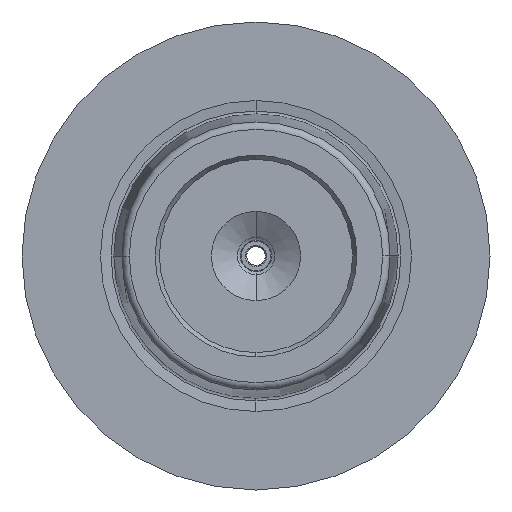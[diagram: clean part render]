
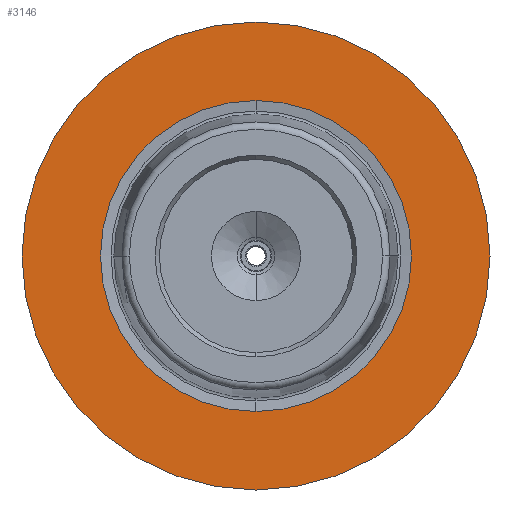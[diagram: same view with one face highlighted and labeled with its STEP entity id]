
A CAD part, left-side view. The second image highlights one B-rep face of the part: STEP entity #3146.
In plain terms, the highlighted planar face has unit normal (-1, 0, 0).
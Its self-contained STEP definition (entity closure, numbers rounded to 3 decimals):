
#127 = CARTESIAN_POINT ( 'NONE',  ( 0., 0., -31.5 ) ) ;
#151 = PLANE ( 'NONE',  #4693 ) ;
#181 = DIRECTION ( 'NONE',  ( 0., 0., 1. ) ) ;
#196 = DIRECTION ( 'NONE',  ( -1., 0., 0. ) ) ;
#205 = CIRCLE ( 'NONE', #971, 31.5 ) ;
#209 = CARTESIAN_POINT ( 'NONE',  ( 0., 0., 0. ) ) ;
#840 = EDGE_CURVE ( 'NONE', #6027, #4209, #205, .T. ) ;
#920 = CARTESIAN_POINT ( 'NONE',  ( 0., 0., 31.5 ) ) ;
#971 = AXIS2_PLACEMENT_3D ( 'NONE', #5839, #5784, #5789 ) ;
#1775 = EDGE_CURVE ( 'NONE', #5549, #3248, #4808, .T. ) ;
#2001 = DIRECTION ( 'NONE',  ( 0., 0., 1. ) ) ;
#2020 = DIRECTION ( 'NONE',  ( -1., 0., 0. ) ) ;
#2028 = CARTESIAN_POINT ( 'NONE',  ( 0., 0., 0. ) ) ;
#2688 = AXIS2_PLACEMENT_3D ( 'NONE', #5450, #5348, #5313 ) ;
#3146 = ADVANCED_FACE ( 'NONE', ( #5734, #4507 ), #151, .F. ) ;
#3248 = VERTEX_POINT ( 'NONE', #5781 ) ;
#3269 = EDGE_LOOP ( 'NONE', ( #4964, #5052 ) ) ;
#3668 = AXIS2_PLACEMENT_3D ( 'NONE', #209, #196, #181 ) ;
#3689 = AXIS2_PLACEMENT_3D ( 'NONE', #2028, #2020, #2001 ) ;
#4063 = EDGE_LOOP ( 'NONE', ( #4827, #4896 ) ) ;
#4209 = VERTEX_POINT ( 'NONE', #920 ) ;
#4235 = DIRECTION ( 'NONE',  ( 1., 0., 0. ) ) ;
#4273 = CARTESIAN_POINT ( 'NONE',  ( 0., 0., -20.93 ) ) ;
#4507 = FACE_BOUND ( 'NONE', #3269, .T. ) ;
#4693 = AXIS2_PLACEMENT_3D ( 'NONE', #6077, #4235, #6032 ) ;
#4808 = CIRCLE ( 'NONE', #3668, 20.93 ) ;
#4827 = ORIENTED_EDGE ( 'NONE', *, *, #4885, .T. ) ;
#4885 = EDGE_CURVE ( 'NONE', #4209, #6027, #5590, .T. ) ;
#4896 = ORIENTED_EDGE ( 'NONE', *, *, #840, .T. ) ;
#4964 = ORIENTED_EDGE ( 'NONE', *, *, #5852, .F. ) ;
#5052 = ORIENTED_EDGE ( 'NONE', *, *, #1775, .F. ) ;
#5187 = CIRCLE ( 'NONE', #3689, 20.93 ) ;
#5313 = DIRECTION ( 'NONE',  ( 0., 0., 1. ) ) ;
#5348 = DIRECTION ( 'NONE',  ( -1., 0., 0. ) ) ;
#5450 = CARTESIAN_POINT ( 'NONE',  ( 0., 0., 0. ) ) ;
#5549 = VERTEX_POINT ( 'NONE', #4273 ) ;
#5590 = CIRCLE ( 'NONE', #2688, 31.5 ) ;
#5734 = FACE_OUTER_BOUND ( 'NONE', #4063, .T. ) ;
#5781 = CARTESIAN_POINT ( 'NONE',  ( 0., 0., 20.93 ) ) ;
#5784 = DIRECTION ( 'NONE',  ( -1., 0., 0. ) ) ;
#5789 = DIRECTION ( 'NONE',  ( 0., 0., 1. ) ) ;
#5839 = CARTESIAN_POINT ( 'NONE',  ( 0., 0., 0. ) ) ;
#5852 = EDGE_CURVE ( 'NONE', #3248, #5549, #5187, .T. ) ;
#6027 = VERTEX_POINT ( 'NONE', #127 ) ;
#6032 = DIRECTION ( 'NONE',  ( 0., 0., -1. ) ) ;
#6077 = CARTESIAN_POINT ( 'NONE',  ( 0., 0., 0. ) ) ;
